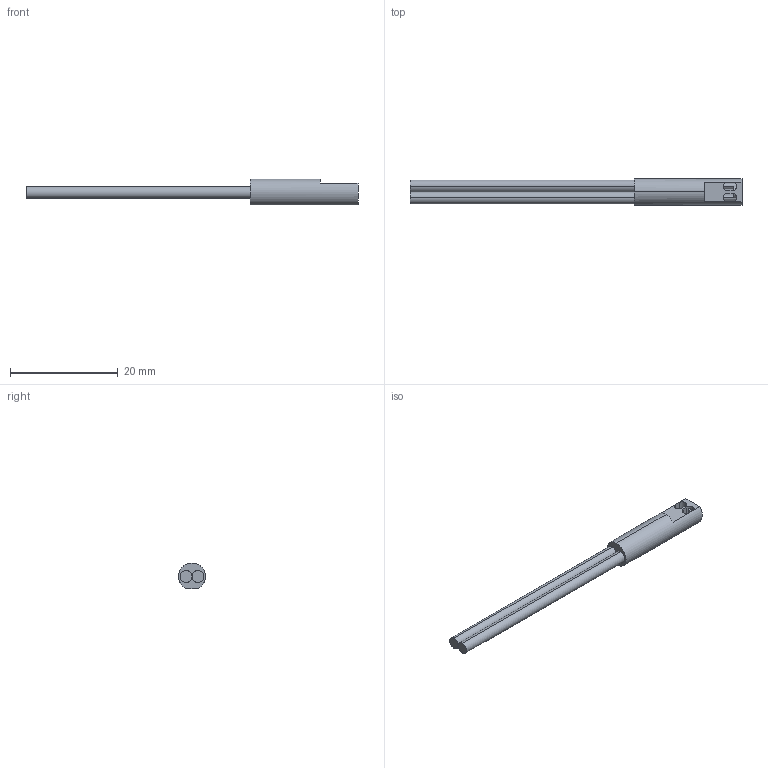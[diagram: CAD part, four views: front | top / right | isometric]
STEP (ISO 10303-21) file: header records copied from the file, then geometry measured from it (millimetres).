
FILE_DESCRIPTION (( 'STEP AP214' ), '1' );
FILE_NAME ('OPT2062.STEP', '2016-02-24T14:36:21', ( '' ), ( '' ), 'SwSTEP 2.0', 'SolidWorks 2014', '' );
FILE_SCHEMA (( 'AUTOMOTIVE_DESIGN' ));
Length unit declared in the file: inch
Products named in the file (1): OPT2062
Bounding box: 61.5 x 5 x 4.8 mm (x, y, z)
Volume: 657.2 mm3; surface area: 1041.2 mm2
Topology: 1 solids, 1 shells, 62 faces, 193 edges, 128 vertices
Faces by surface type: cylinder 38, plane 22, cone 2
Entity records: 2317 total; most frequent: CARTESIAN_POINT 484, DIRECTION 391, ORIENTED_EDGE 386, EDGE_CURVE 193, AXIS2_PLACEMENT_3D 155, VERTEX_POINT 128, CIRCLE 92, VECTOR 81
